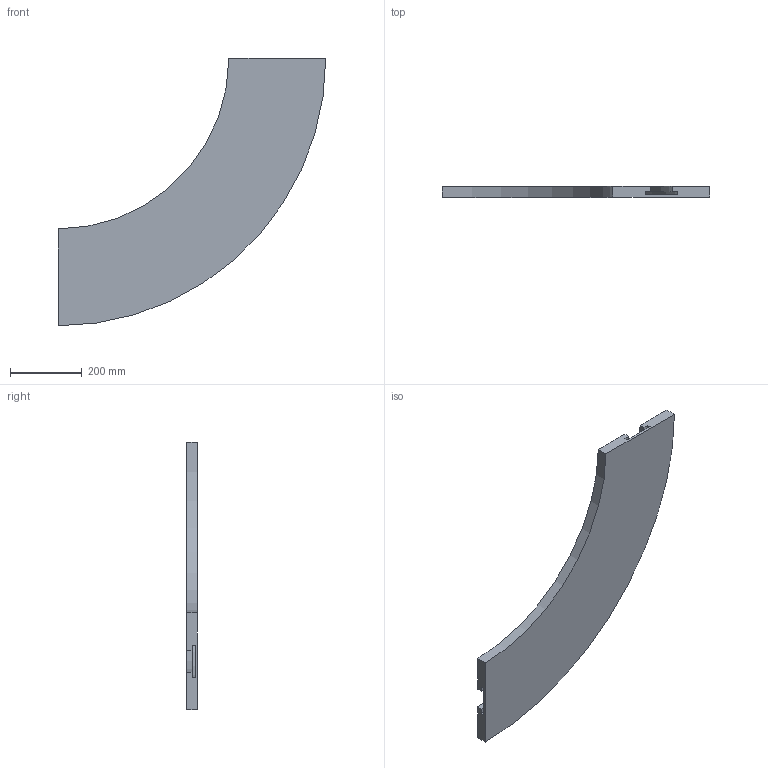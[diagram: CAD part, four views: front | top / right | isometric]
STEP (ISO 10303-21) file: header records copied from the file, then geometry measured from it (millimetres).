
FILE_DESCRIPTION (( 'STEP AP214' ), '1' );
FILE_NAME ('Rexnord-KTU 200 FOR HEAVY DUTY CHAINS-VERSION KTU 240-787.00.06.step', '2019-06-05T13:51:06', ( '' ), ( '' ), 'SwSTEP 2.0', 'SolidWorks 2019', '' );
FILE_SCHEMA (( 'AUTOMOTIVE_DESIGN' ));
Length unit declared in the file: millimetre
Products named in the file (2): KTU FOR SINGLE HINGE CHAINS_1; Rexnord-KTU 200 FOR HEAVY DUTY CHAINS-VERSION KTU 240-787.00.06
Assembly tree (1 placements, depth 2):
  Rexnord-KTU 200 FOR HEAVY DUTY CHAINS-VERSION KTU 240-787.00.06
    KTU FOR SINGLE HINGE CHAINS_1
Bounding box: 745.1 x 30 x 745.1 mm (x, y, z)
Volume: 6124085 mm3; surface area: 691317.1 mm2
Topology: 1 solids, 1 shells, 26 faces, 72 edges, 48 vertices
Faces by surface type: plane 20, cylinder 6
Entity records: 894 total; most frequent: CARTESIAN_POINT 150, DIRECTION 144, ORIENTED_EDGE 144, EDGE_CURVE 72, LINE 60, VECTOR 60, VERTEX_POINT 48, AXIS2_PLACEMENT_3D 42
